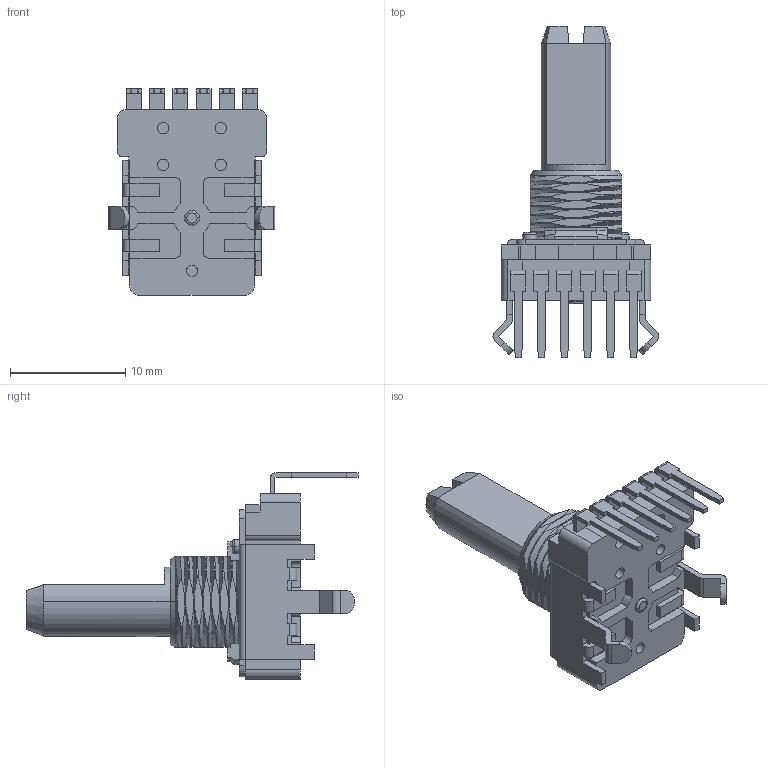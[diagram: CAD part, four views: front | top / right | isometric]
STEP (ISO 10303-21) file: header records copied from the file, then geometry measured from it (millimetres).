
FILE_DESCRIPTION((''),'2;1');
FILE_NAME('PTV112-3417A-A2103','2016-08-24T',('RICKB'),('Bourns, Inc.'),'CREO PARAMETRIC BY PTC INC, 2016130','CREO PARAMETRIC BY PTC INC, 2016130','');
FILE_SCHEMA(('CONFIG_CONTROL_DESIGN'));
Length unit declared in the file: millimetre
Products named in the file (1): PTV112-3417A-A2103
Bounding box: 14.4 x 28.8 x 17.9 mm (x, y, z)
Volume: 1574.2 mm3; surface area: 1634.5 mm2
Topology: 1 solids, 1 shells, 421 faces, 1190 edges, 773 vertices
Faces by surface type: plane 286, cylinder 108, cone 15, torus 6, bspline 6
Entity records: 15563 total; most frequent: CARTESIAN_POINT 4793, ORIENTED_EDGE 2380, DIRECTION 2043, EDGE_CURVE 1190, VECTOR 821, LINE 821, VERTEX_POINT 773, AXIS2_PLACEMENT_3D 611
